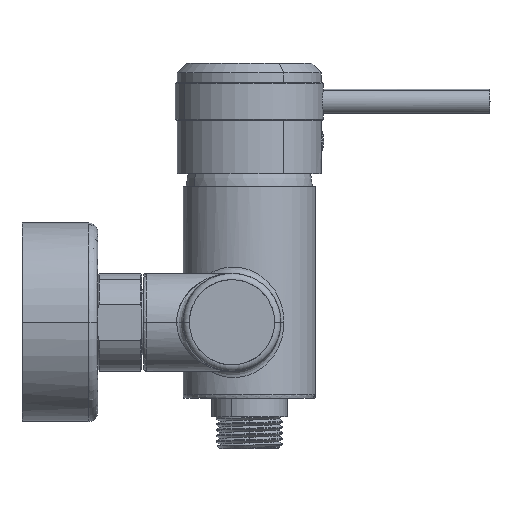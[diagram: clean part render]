
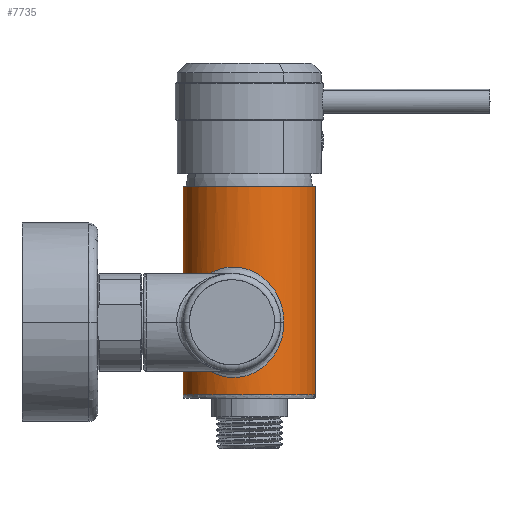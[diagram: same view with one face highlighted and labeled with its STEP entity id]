
A CAD part, left-side view. The second image highlights one B-rep face of the part: STEP entity #7735.
In plain terms, the highlighted cylindrical face has radius 21 mm (diameter 42 mm), a partial arc.
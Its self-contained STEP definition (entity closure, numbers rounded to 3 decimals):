
#7600=CARTESIAN_POINT('Axis2P3D Location',(0.,78.1,3.)) ;
#7605=CARTESIAN_POINT('Axis2P3D Location',(0.,78.1,-28.)) ;
#7609=CARTESIAN_POINT('Vertex',(0.,99.1,-28.)) ;
#7611=CARTESIAN_POINT('Vertex',(0.,57.1,-28.)) ;
#7614=CARTESIAN_POINT('Line Origine',(0.,57.1,5.)) ;
#7618=CARTESIAN_POINT('Vertex',(0.,57.1,38.)) ;
#7621=CARTESIAN_POINT('Axis2P3D Location',(0.,78.1,38.)) ;
#7625=CARTESIAN_POINT('Vertex',(0.,99.1,38.)) ;
#7628=CARTESIAN_POINT('Line Origine',(0.,99.1,5.)) ;
#7640=CARTESIAN_POINT('Control Point',(-0.619,99.091,-5.)) ;
#7641=CARTESIAN_POINT('Control Point',(-0.619,99.091,-4.916)) ;
#7642=CARTESIAN_POINT('Control Point',(-0.635,99.09,-4.832)) ;
#7643=CARTESIAN_POINT('Control Point',(-0.665,99.09,-4.753)) ;
#7644=CARTESIAN_POINT('Control Point',(-0.744,99.087,-4.592)) ;
#7645=CARTESIAN_POINT('Control Point',(-0.845,99.083,-4.446)) ;
#7646=CARTESIAN_POINT('Control Point',(-0.903,99.081,-4.369)) ;
#7647=CARTESIAN_POINT('Control Point',(-1.15,99.07,-4.059)) ;
#7648=CARTESIAN_POINT('Control Point',(-1.422,99.053,-3.774)) ;
#7649=CARTESIAN_POINT('Control Point',(-1.628,99.038,-3.559)) ;
#7650=CARTESIAN_POINT('Control Point',(-2.467,98.967,-2.707)) ;
#7651=CARTESIAN_POINT('Control Point',(-3.325,98.851,-1.882)) ;
#7652=CARTESIAN_POINT('Control Point',(-3.964,98.738,-1.262)) ;
#7653=CARTESIAN_POINT('Control Point',(-5.963,98.306,0.656)) ;
#7654=CARTESIAN_POINT('Control Point',(-7.942,97.619,2.527)) ;
#7655=CARTESIAN_POINT('Control Point',(-9.268,97.03,3.771)) ;
#7656=CARTESIAN_POINT('Control Point',(-11.897,95.576,6.205)) ;
#7657=CARTESIAN_POINT('Control Point',(-14.363,93.549,8.394)) ;
#7658=CARTESIAN_POINT('Control Point',(-15.555,92.365,9.418)) ;
#7659=CARTESIAN_POINT('Control Point',(-17.375,90.138,10.903)) ;
#7660=CARTESIAN_POINT('Control Point',(-18.859,87.456,11.908)) ;
#7661=CARTESIAN_POINT('Control Point',(-19.377,86.338,12.212)) ;
#7662=CARTESIAN_POINT('Control Point',(-20.155,84.257,12.555)) ;
#7663=CARTESIAN_POINT('Control Point',(-20.657,82.065,12.51)) ;
#7664=CARTESIAN_POINT('Control Point',(-20.819,81.101,12.41)) ;
#7665=CARTESIAN_POINT('Control Point',(-21.025,79.188,12.047)) ;
#7666=CARTESIAN_POINT('Control Point',(-21.016,77.343,11.371)) ;
#7667=CARTESIAN_POINT('Control Point',(-20.962,76.454,10.96)) ;
#7668=CARTESIAN_POINT('Control Point',(-20.762,74.668,9.956)) ;
#7669=CARTESIAN_POINT('Control Point',(-20.415,73.072,8.683)) ;
#7670=CARTESIAN_POINT('Control Point',(-20.203,72.294,7.951)) ;
#7671=CARTESIAN_POINT('Control Point',(-19.763,70.921,6.435)) ;
#7672=CARTESIAN_POINT('Control Point',(-19.296,69.784,4.73)) ;
#7673=CARTESIAN_POINT('Control Point',(-19.075,69.295,3.874)) ;
#7674=CARTESIAN_POINT('Control Point',(-18.564,68.247,1.707)) ;
#7675=CARTESIAN_POINT('Control Point',(-18.166,67.553,-0.643)) ;
#7676=CARTESIAN_POINT('Control Point',(-17.995,67.274,-2.076)) ;
#7677=CARTESIAN_POINT('Control Point',(-17.91,67.134,-3.538)) ;
#7678=CARTESIAN_POINT('Control Point',(-17.91,67.134,-5.)) ;
#7679=CARTESIAN_POINT('Vertex',(-0.619,99.091,-5.)) ;
#7681=CARTESIAN_POINT('Vertex',(-17.91,67.134,-5.)) ;
#7685=CARTESIAN_POINT('Control Point',(-0.619,99.091,-5.)) ;
#7686=CARTESIAN_POINT('Control Point',(-0.619,99.091,-5.04)) ;
#7687=CARTESIAN_POINT('Control Point',(-0.623,99.091,-5.081)) ;
#7688=CARTESIAN_POINT('Control Point',(-0.63,99.091,-5.122)) ;
#7689=CARTESIAN_POINT('Control Point',(-0.666,99.089,-5.257)) ;
#7690=CARTESIAN_POINT('Control Point',(-0.73,99.087,-5.38)) ;
#7691=CARTESIAN_POINT('Control Point',(-0.783,99.086,-5.463)) ;
#7692=CARTESIAN_POINT('Control Point',(-0.919,99.08,-5.657)) ;
#7693=CARTESIAN_POINT('Control Point',(-1.07,99.073,-5.837)) ;
#7694=CARTESIAN_POINT('Control Point',(-1.162,99.068,-5.942)) ;
#7695=CARTESIAN_POINT('Control Point',(-1.392,99.055,-6.194)) ;
#7696=CARTESIAN_POINT('Control Point',(-1.628,99.038,-6.439)) ;
#7697=CARTESIAN_POINT('Control Point',(-1.768,99.026,-6.584)) ;
#7698=CARTESIAN_POINT('Control Point',(-2.122,98.994,-6.941)) ;
#7699=CARTESIAN_POINT('Control Point',(-2.479,98.955,-7.293)) ;
#7700=CARTESIAN_POINT('Control Point',(-2.693,98.928,-7.504)) ;
#7701=CARTESIAN_POINT('Control Point',(-3.713,98.788,-8.499)) ;
#7702=CARTESIAN_POINT('Control Point',(-4.736,98.584,-9.479)) ;
#7703=CARTESIAN_POINT('Control Point',(-5.539,98.382,-10.247)) ;
#7704=CARTESIAN_POINT('Control Point',(-7.609,97.751,-12.214)) ;
#7705=CARTESIAN_POINT('Control Point',(-9.638,96.833,-14.114)) ;
#7706=CARTESIAN_POINT('Control Point',(-10.862,96.156,-15.246)) ;
#7707=CARTESIAN_POINT('Control Point',(-13.127,94.641,-17.31)) ;
#7708=CARTESIAN_POINT('Control Point',(-15.231,92.656,-19.133)) ;
#7709=CARTESIAN_POINT('Control Point',(-16.181,91.603,-19.929)) ;
#7710=CARTESIAN_POINT('Control Point',(-17.694,89.599,-21.129)) ;
#7711=CARTESIAN_POINT('Control Point',(-18.946,87.259,-21.957)) ;
#7712=CARTESIAN_POINT('Control Point',(-19.413,86.231,-22.224)) ;
#7713=CARTESIAN_POINT('Control Point',(-20.151,84.248,-22.546)) ;
#7714=CARTESIAN_POINT('Control Point',(-20.639,82.161,-22.516)) ;
#7715=CARTESIAN_POINT('Control Point',(-20.805,81.196,-22.423)) ;
#7716=CARTESIAN_POINT('Control Point',(-21.02,79.281,-22.072)) ;
#7717=CARTESIAN_POINT('Control Point',(-21.019,77.431,-21.408)) ;
#7718=CARTESIAN_POINT('Control Point',(-20.969,76.541,-21.003)) ;
#7719=CARTESIAN_POINT('Control Point',(-20.776,74.751,-20.011)) ;
#7720=CARTESIAN_POINT('Control Point',(-20.434,73.15,-18.751)) ;
#7721=CARTESIAN_POINT('Control Point',(-20.225,72.369,-18.025)) ;
#7722=CARTESIAN_POINT('Control Point',(-19.788,70.989,-16.521)) ;
#7723=CARTESIAN_POINT('Control Point',(-19.322,69.843,-14.827)) ;
#7724=CARTESIAN_POINT('Control Point',(-19.1,69.349,-13.975)) ;
#7725=CARTESIAN_POINT('Control Point',(-18.581,68.278,-11.796)) ;
#7726=CARTESIAN_POINT('Control Point',(-18.174,67.566,-9.428)) ;
#7727=CARTESIAN_POINT('Control Point',(-17.998,67.278,-7.972)) ;
#7728=CARTESIAN_POINT('Control Point',(-17.91,67.134,-6.486)) ;
#7729=CARTESIAN_POINT('Control Point',(-17.91,67.134,-5.)) ;
#7616=VECTOR('Line Direction',#7615,1.) ;
#7630=VECTOR('Line Direction',#7629,1.) ;
#7601=DIRECTION('Axis2P3D Direction',(0.,0.,-1.)) ;
#7602=DIRECTION('Axis2P3D XDirection',(1.,0.,0.)) ;
#7606=DIRECTION('Axis2P3D Direction',(0.,0.,-1.)) ;
#7615=DIRECTION('Vector Direction',(0.,0.,-1.)) ;
#7622=DIRECTION('Axis2P3D Direction',(0.,0.,-1.)) ;
#7629=DIRECTION('Vector Direction',(0.,0.,-1.)) ;
#7603=AXIS2_PLACEMENT_3D('Cylinder Axis2P3D',#7600,#7601,#7602) ;
#7607=AXIS2_PLACEMENT_3D('Circle Axis2P3D',#7605,#7606,$) ;
#7623=AXIS2_PLACEMENT_3D('Circle Axis2P3D',#7621,#7622,$) ;
#7617=LINE('Line',#7614,#7616) ;
#7631=LINE('Line',#7628,#7630) ;
#7608=CIRCLE('generated circle',#7607,21.) ;
#7624=CIRCLE('generated circle',#7623,21.) ;
#7604=CYLINDRICAL_SURFACE('generated cylinder',#7603,21.) ;
#7734=FACE_BOUND('',#7731,.T.) ;
#7613=EDGE_CURVE('',#7610,#7612,#7608,.F.) ;
#7620=EDGE_CURVE('',#7612,#7619,#7617,.F.) ;
#7627=EDGE_CURVE('',#7619,#7626,#7624,.T.) ;
#7632=EDGE_CURVE('',#7626,#7610,#7631,.T.) ;
#7683=EDGE_CURVE('',#7680,#7682,#7639,.T.) ;
#7730=EDGE_CURVE('',#7682,#7680,#7684,.F.) ;
#7634=ORIENTED_EDGE('',*,*,#7613,.T.) ;
#7635=ORIENTED_EDGE('',*,*,#7620,.T.) ;
#7636=ORIENTED_EDGE('',*,*,#7627,.T.) ;
#7637=ORIENTED_EDGE('',*,*,#7632,.T.) ;
#7732=ORIENTED_EDGE('',*,*,#7683,.T.) ;
#7733=ORIENTED_EDGE('',*,*,#7730,.T.) ;
#7633=EDGE_LOOP('',(#7634,#7635,#7636,#7637)) ;
#7731=EDGE_LOOP('',(#7732,#7733)) ;
#7610=VERTEX_POINT('',#7609) ;
#7612=VERTEX_POINT('',#7611) ;
#7619=VERTEX_POINT('',#7618) ;
#7626=VERTEX_POINT('',#7625) ;
#7680=VERTEX_POINT('',#7679) ;
#7682=VERTEX_POINT('',#7681) ;
#7735=ADVANCED_FACE('Superficie.174',(#7638,#7734),#7604,.T.) ;
#7639=B_SPLINE_CURVE_WITH_KNOTS('',5,(#7640,#7641,#7642,#7643,#7644,#7645,#7646,#7647,#7648,#7649,#7650,#7651,#7652,#7653,#7654,#7655,#7656,#7657,#7658,#7659,#7660,#7661,#7662,#7663,#7664,#7665,#7666,#7667,#7668,#7669,#7670,#7671,#7672,#7673,#7674,#7675,#7676,#7677,#7678),.UNSPECIFIED.,.F.,.U.,(6,3,3,3,3,3,3,3,3,3,3,3,6),(0.,0.56,1.224,3.328,9.67,23.144,36.915,45.751,52.568,59.311,66.736,73.573,83.339),.UNSPECIFIED.) ;
#7684=B_SPLINE_CURVE_WITH_KNOTS('',5,(#7685,#7686,#7687,#7688,#7689,#7690,#7691,#7692,#7693,#7694,#7695,#7696,#7697,#7698,#7699,#7700,#7701,#7702,#7703,#7704,#7705,#7706,#7707,#7708,#7709,#7710,#7711,#7712,#7713,#7714,#7715,#7716,#7717,#7718,#7719,#7720,#7721,#7722,#7723,#7724,#7725,#7726,#7727,#7728,#7729),.UNSPECIFIED.,.F.,.U.,(6,3,3,3,3,3,3,3,3,3,3,3,3,3,6),(0.,0.27,0.936,1.912,3.335,5.464,13.449,26.124,37.523,45.612,52.44,59.177,66.583,73.414,83.341),.UNSPECIFIED.) ;
#7638=FACE_OUTER_BOUND('',#7633,.T.) ;
